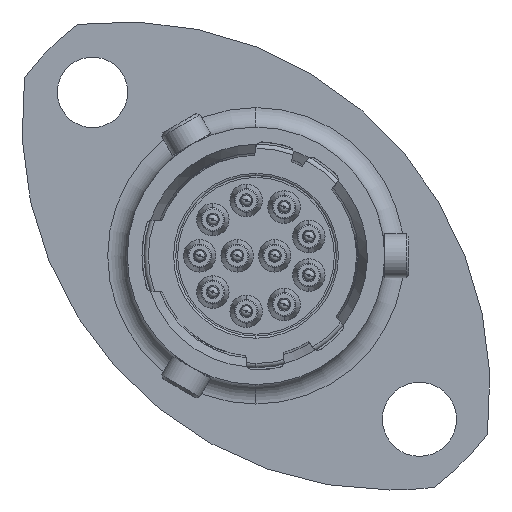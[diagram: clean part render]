
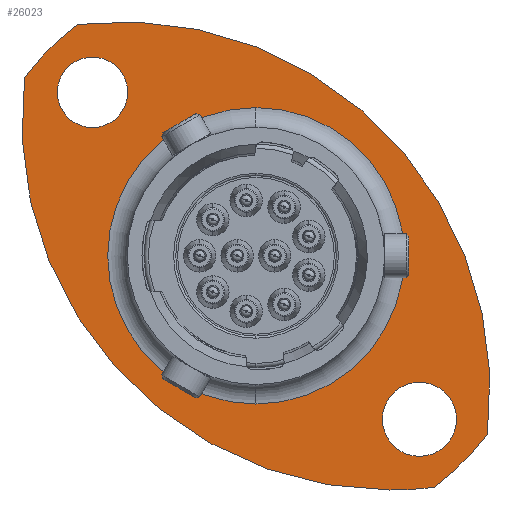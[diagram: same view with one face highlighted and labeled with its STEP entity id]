
A CAD part, left-side view. The second image highlights one B-rep face of the part: STEP entity #26023.
In plain terms, the highlighted planar face has unit normal (-1, 0, 0).
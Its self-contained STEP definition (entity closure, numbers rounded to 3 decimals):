
#144 = FACE_OUTER_BOUND ( 'NONE', #22250, .T. ) ;
#253 = AXIS2_PLACEMENT_3D ( 'NONE', #11209, #23222, #20834 ) ;
#542 = EDGE_CURVE ( 'NONE', #24403, #7970, #24387, .T. ) ;
#592 = EDGE_CURVE ( 'NONE', #10641, #5246, #6020, .T. ) ;
#610 = CARTESIAN_POINT ( 'NONE',  ( 15.98, 6.187, -6.187 ) ) ;
#1081 = EDGE_LOOP ( 'NONE', ( #5732, #13000 ) ) ;
#1134 = DIRECTION ( 'NONE',  ( 1., 0., 0. ) ) ;
#1371 = EDGE_CURVE ( 'NONE', #25513, #5196, #11256, .T. ) ;
#1419 = EDGE_CURVE ( 'NONE', #5246, #9791, #17617, .T. ) ;
#1590 = AXIS2_PLACEMENT_3D ( 'NONE', #15602, #1134, #18042 ) ;
#2023 = CARTESIAN_POINT ( 'NONE',  ( 15.98, 0., 6.845 ) ) ;
#2962 = CARTESIAN_POINT ( 'NONE',  ( 15.98, 0., 0. ) ) ;
#3151 = CIRCLE ( 'NONE', #253, 17. ) ;
#3411 = ORIENTED_EDGE ( 'NONE', *, *, #30614, .T. ) ;
#3849 = AXIS2_PLACEMENT_3D ( 'NONE', #18841, #8071, #15380 ) ;
#4216 = DIRECTION ( 'NONE',  ( 0., 0., 1. ) ) ;
#4576 = ORIENTED_EDGE ( 'NONE', *, *, #1419, .T. ) ;
#4840 = CIRCLE ( 'NONE', #9974, 1.712 ) ;
#4942 = EDGE_LOOP ( 'NONE', ( #16903, #28641 ) ) ;
#5019 = DIRECTION ( 'NONE',  ( -1., 0., 0. ) ) ;
#5127 = EDGE_LOOP ( 'NONE', ( #3411, #29547 ) ) ;
#5196 = VERTEX_POINT ( 'NONE', #7796 ) ;
#5246 = VERTEX_POINT ( 'NONE', #5385 ) ;
#5385 = CARTESIAN_POINT ( 'NONE',  ( 15.98, -10.687, -8.248 ) ) ;
#5420 = DIRECTION ( 'NONE',  ( 0., 0., 1. ) ) ;
#5638 = ORIENTED_EDGE ( 'NONE', *, *, #9634, .T. ) ;
#5713 = DIRECTION ( 'NONE',  ( -1., 0., 0. ) ) ;
#5732 = ORIENTED_EDGE ( 'NONE', *, *, #26222, .F. ) ;
#5851 = FACE_BOUND ( 'NONE', #4942, .T. ) ;
#6020 = CIRCLE ( 'NONE', #31282, 13.5 ) ;
#6094 = CARTESIAN_POINT ( 'NONE',  ( 15.98, -7.548, -9.26 ) ) ;
#6270 = CARTESIAN_POINT ( 'NONE',  ( 15.98, 7.548, 7.548 ) ) ;
#6527 = CARTESIAN_POINT ( 'NONE',  ( 15.98, 5.945, 0. ) ) ;
#6619 = AXIS2_PLACEMENT_3D ( 'NONE', #22115, #7653, #24525 ) ;
#7653 = DIRECTION ( 'NONE',  ( -1., 0., 0. ) ) ;
#7701 = DIRECTION ( 'NONE',  ( -1., 0., 0. ) ) ;
#7796 = CARTESIAN_POINT ( 'NONE',  ( 15.98, -6.187, -10.813 ) ) ;
#7970 = VERTEX_POINT ( 'NONE', #27612 ) ;
#8071 = DIRECTION ( 'NONE',  ( -1., 0., 0. ) ) ;
#8828 = PLANE ( 'NONE',  #31191 ) ;
#8928 = DIRECTION ( 'NONE',  ( 0., 0., -1. ) ) ;
#9634 = EDGE_CURVE ( 'NONE', #5196, #10641, #3151, .T. ) ;
#9791 = VERTEX_POINT ( 'NONE', #18627 ) ;
#9974 = AXIS2_PLACEMENT_3D ( 'NONE', #19480, #5019, #21917 ) ;
#10254 = EDGE_CURVE ( 'NONE', #7970, #24403, #26387, .T. ) ;
#10584 = DIRECTION ( 'NONE',  ( 0., 0., -1. ) ) ;
#10641 = VERTEX_POINT ( 'NONE', #25272 ) ;
#11209 = CARTESIAN_POINT ( 'NONE',  ( 15.98, -6.187, 6.187 ) ) ;
#11256 = CIRCLE ( 'NONE', #3849, 17. ) ;
#11512 = VERTEX_POINT ( 'NONE', #26138 ) ;
#12038 = EDGE_CURVE ( 'NONE', #9791, #25513, #15869, .T. ) ;
#13000 = ORIENTED_EDGE ( 'NONE', *, *, #31216, .F. ) ;
#13750 = CARTESIAN_POINT ( 'NONE',  ( 15.98, -7.548, -5.837 ) ) ;
#13958 = CARTESIAN_POINT ( 'NONE',  ( 15.98, 0., 0. ) ) ;
#15380 = DIRECTION ( 'NONE',  ( 0., 0., -1. ) ) ;
#15602 = CARTESIAN_POINT ( 'NONE',  ( 15.98, 0., 0. ) ) ;
#15869 = CIRCLE ( 'NONE', #18340, 13.5 ) ;
#16363 = DIRECTION ( 'NONE',  ( 0., 0., -1. ) ) ;
#16903 = ORIENTED_EDGE ( 'NONE', *, *, #10254, .F. ) ;
#17017 = CARTESIAN_POINT ( 'NONE',  ( 15.98, 7.548, 7.548 ) ) ;
#17152 = VERTEX_POINT ( 'NONE', #6094 ) ;
#17280 = DIRECTION ( 'NONE',  ( -1., 0., 0. ) ) ;
#17414 = CIRCLE ( 'NONE', #1590, 6.845 ) ;
#17617 = CIRCLE ( 'NONE', #23291, 17. ) ;
#18042 = DIRECTION ( 'NONE',  ( 0., 0., -1. ) ) ;
#18185 = DIRECTION ( 'NONE',  ( 0., 0., -1. ) ) ;
#18340 = AXIS2_PLACEMENT_3D ( 'NONE', #2962, #19883, #5420 ) ;
#18627 = CARTESIAN_POINT ( 'NONE',  ( 15.98, 8.248, 10.687 ) ) ;
#18678 = FACE_BOUND ( 'NONE', #1081, .T. ) ;
#18841 = CARTESIAN_POINT ( 'NONE',  ( 15.98, -6.187, 6.187 ) ) ;
#18863 = CIRCLE ( 'NONE', #6619, 1.712 ) ;
#19480 = CARTESIAN_POINT ( 'NONE',  ( 15.98, -7.548, -7.548 ) ) ;
#19883 = DIRECTION ( 'NONE',  ( -1., 0., 0. ) ) ;
#20834 = DIRECTION ( 'NONE',  ( 0., 0., -1. ) ) ;
#21018 = ORIENTED_EDGE ( 'NONE', *, *, #12038, .T. ) ;
#21337 = ORIENTED_EDGE ( 'NONE', *, *, #1371, .T. ) ;
#21917 = DIRECTION ( 'NONE',  ( 0., 0., -1. ) ) ;
#21970 = EDGE_CURVE ( 'NONE', #23312, #11512, #31371, .T. ) ;
#22115 = CARTESIAN_POINT ( 'NONE',  ( 15.98, -7.548, -7.548 ) ) ;
#22250 = EDGE_LOOP ( 'NONE', ( #21337, #5638, #24463, #4576, #21018 ) ) ;
#23222 = DIRECTION ( 'NONE',  ( -1., 0., 0. ) ) ;
#23291 = AXIS2_PLACEMENT_3D ( 'NONE', #610, #5713, #10584 ) ;
#23312 = VERTEX_POINT ( 'NONE', #2023 ) ;
#23398 = DIRECTION ( 'NONE',  ( 1., 0., 0. ) ) ;
#24387 = CIRCLE ( 'NONE', #27954, 1.625 ) ;
#24403 = VERTEX_POINT ( 'NONE', #27069 ) ;
#24463 = ORIENTED_EDGE ( 'NONE', *, *, #592, .T. ) ;
#24525 = DIRECTION ( 'NONE',  ( 0., 0., -1. ) ) ;
#25072 = FACE_BOUND ( 'NONE', #5127, .T. ) ;
#25272 = CARTESIAN_POINT ( 'NONE',  ( 15.98, -8.248, -10.687 ) ) ;
#25513 = VERTEX_POINT ( 'NONE', #31213 ) ;
#26023 = ADVANCED_FACE ( 'NONE', ( #25072, #18678, #5851, #144 ), #8828, .F. ) ;
#26138 = CARTESIAN_POINT ( 'NONE',  ( 15.98, 0., -6.845 ) ) ;
#26222 = EDGE_CURVE ( 'NONE', #17152, #27133, #18863, .T. ) ;
#26387 = CIRCLE ( 'NONE', #31341, 1.625 ) ;
#27069 = CARTESIAN_POINT ( 'NONE',  ( 15.98, 7.548, 9.173 ) ) ;
#27133 = VERTEX_POINT ( 'NONE', #13750 ) ;
#27612 = CARTESIAN_POINT ( 'NONE',  ( 15.98, 7.548, 5.923 ) ) ;
#27934 = DIRECTION ( 'NONE',  ( -1., 0., 0. ) ) ;
#27954 = AXIS2_PLACEMENT_3D ( 'NONE', #17017, #17280, #27987 ) ;
#27987 = DIRECTION ( 'NONE',  ( 0., 0., -1. ) ) ;
#28406 = CARTESIAN_POINT ( 'NONE',  ( 15.98, 0., 0. ) ) ;
#28641 = ORIENTED_EDGE ( 'NONE', *, *, #542, .F. ) ;
#29547 = ORIENTED_EDGE ( 'NONE', *, *, #21970, .T. ) ;
#30605 = AXIS2_PLACEMENT_3D ( 'NONE', #13958, #30935, #16363 ) ;
#30614 = EDGE_CURVE ( 'NONE', #11512, #23312, #17414, .T. ) ;
#30935 = DIRECTION ( 'NONE',  ( 1., 0., 0. ) ) ;
#31191 = AXIS2_PLACEMENT_3D ( 'NONE', #6527, #23398, #8928 ) ;
#31213 = CARTESIAN_POINT ( 'NONE',  ( 15.98, 10.687, 8.248 ) ) ;
#31216 = EDGE_CURVE ( 'NONE', #27133, #17152, #4840, .T. ) ;
#31282 = AXIS2_PLACEMENT_3D ( 'NONE', #28406, #7701, #4216 ) ;
#31341 = AXIS2_PLACEMENT_3D ( 'NONE', #6270, #27934, #18185 ) ;
#31371 = CIRCLE ( 'NONE', #30605, 6.845 ) ;
